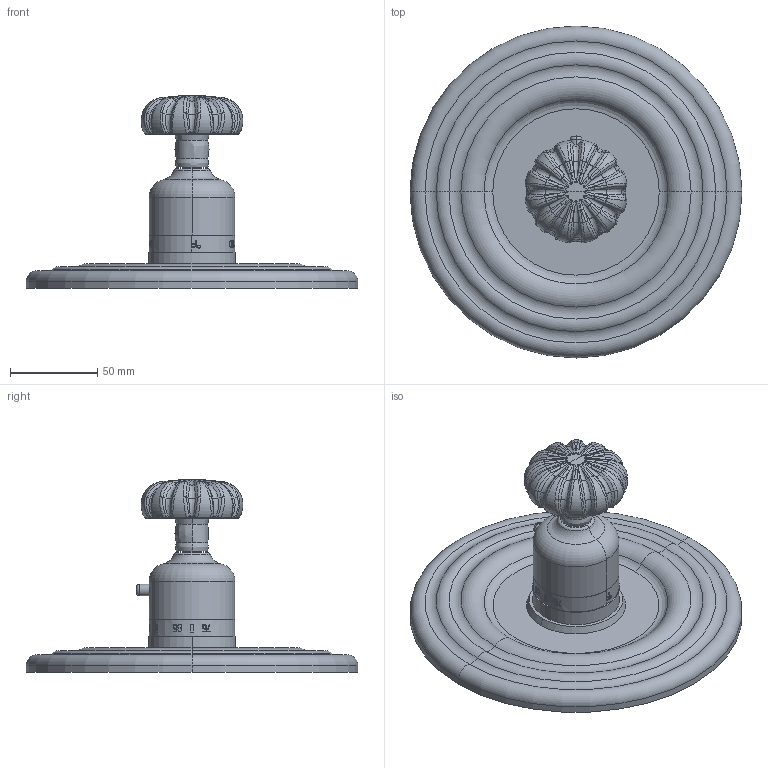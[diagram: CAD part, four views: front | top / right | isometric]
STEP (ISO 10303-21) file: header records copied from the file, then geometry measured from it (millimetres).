
FILE_DESCRIPTION((''),'2;1');
FILE_NAME('3-874TR','2020-12-04T13:54:23',('jinson.thomas'),(''),'CREO PARAMETRIC BY PTC INC, 2018400','CREO PARAMETRIC BY PTC INC, 2018400','');
FILE_SCHEMA(('CONFIG_CONTROL_DESIGN'));
Length unit declared in the file: inch
Products named in the file (1): 3-874TR
Bounding box: 190.5 x 190.5 x 110.67 mm (x, y, z)
Volume: 448948.8 mm3; surface area: 80115 mm2
Topology: 1 solids, 1 shells, 696 faces, 1772 edges, 1098 vertices
Faces by surface type: plane 329, bspline 284, torus 44, cylinder 33, sphere 4, cone 2
Entity records: 36668 total; most frequent: CARTESIAN_POINT 22403, ORIENTED_EDGE 3536, DIRECTION 2102, EDGE_CURVE 1768, VERTEX_POINT 1098, B_SPLINE_CURVE_WITH_KNOTS 891, AXIS2_PLACEMENT_3D 813, EDGE_LOOP 720
